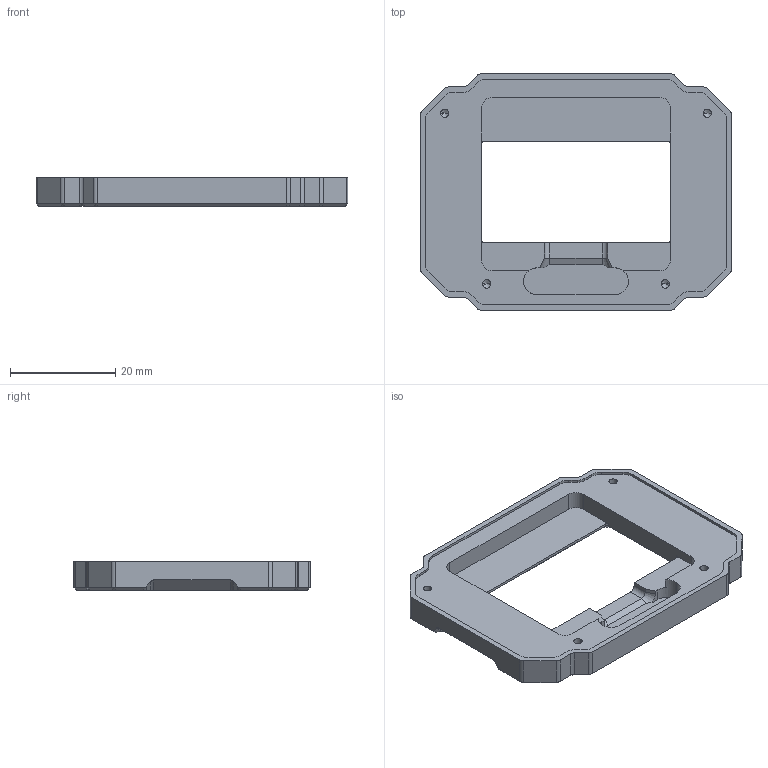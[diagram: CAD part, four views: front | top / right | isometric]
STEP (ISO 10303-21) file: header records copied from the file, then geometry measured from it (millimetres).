
FILE_DESCRIPTION (( 'STEP AP203' ), '1' );
FILE_NAME ('OLed¿ò¼Ü.STEP', '2025-02-20T12:48:03', ( '' ), ( '' ), 'SwSTEP 2.0', 'SolidWorks 2022', '' );
FILE_SCHEMA (( 'CONFIG_CONTROL_DESIGN' ));
Length unit declared in the file: millimetre
Products named in the file (1): OLed框架
Bounding box: 59.4 x 45 x 5.5 mm (x, y, z)
Volume: 7190.6 mm3; surface area: 5463.1 mm2
Topology: 1 solids, 1 shells, 192 faces, 506 edges, 316 vertices
Faces by surface type: plane 92, cylinder 70, cone 30
Entity records: 5915 total; most frequent: CARTESIAN_POINT 1067, DIRECTION 1014, ORIENTED_EDGE 996, EDGE_CURVE 498, AXIS2_PLACEMENT_3D 341, VECTOR 332, LINE 332, VERTEX_POINT 316
